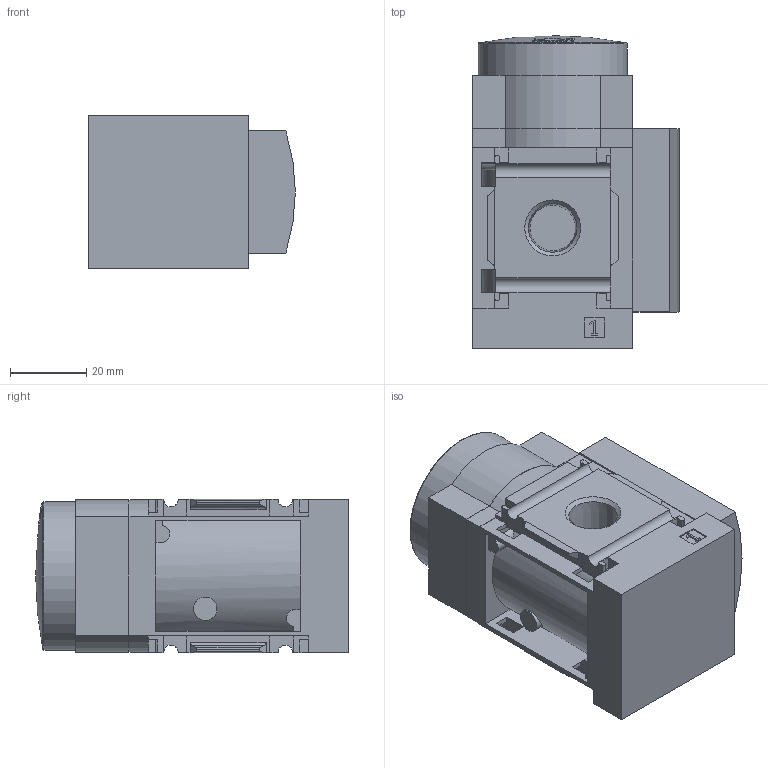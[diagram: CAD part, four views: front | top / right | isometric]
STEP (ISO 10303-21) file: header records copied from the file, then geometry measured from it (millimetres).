
FILE_DESCRIPTION(/* description */ ('STEP AP214'),/* implementation_level */ '2;1');
FILE_NAME(/* name */ '531991_MS4N-DL-1_4',/* time_stamp */ '2024-09-09T19:51:10+02:00',/* author */ ('License CC BY-ND 4.0'),/* organization */ ('CADENAS'),/* preprocessor_version */ 'ST-DEVELOPER v19.3',/* originating_system */ 'PARTsolutions',/* authorisation */ ' ');
FILE_SCHEMA (('AUTOMOTIVE_DESIGN {1 0 10303 214 3 1 1}'));
Length unit declared in the file: millimetre
Products named in the file (2): 531991 MS4N-DL-1/4; 527712 MS4N-DL-1/4-0D
Assembly tree (1 placements, depth 2):
  531991 MS4N-DL-1/4
    527712 MS4N-DL-1/4-0D
Bounding box: 54.2 x 81.96 x 40.2 mm (x, y, z)
Volume: 131645.6 mm3; surface area: 20592.9 mm2
Topology: 1 solids, 1 shells, 267 faces, 753 edges, 499 vertices
Faces by surface type: plane 207, cylinder 49, cone 6, sphere 4, torus 1
Full cylindrical faces by diameter (mm): 4 x1, 5 x1, 6.1 x1, 39 x1
Entity records: 10480 total; most frequent: CARTESIAN_POINT 1576, ORIENTED_EDGE 1476, DIRECTION 1424, EDGE_CURVE 738, LINE 566, VECTOR 566, VERTEX_POINT 494, AXIS2_PLACEMENT_3D 429
